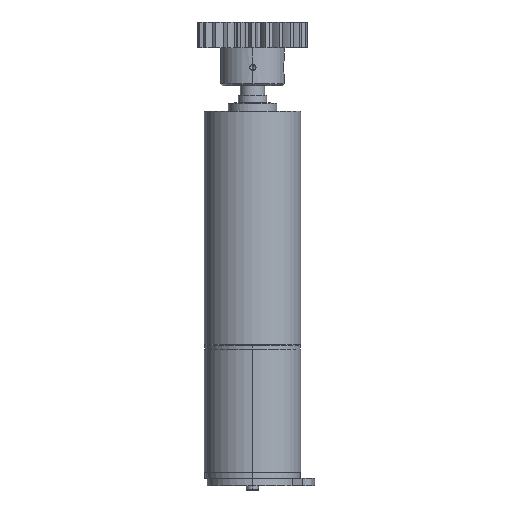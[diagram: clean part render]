
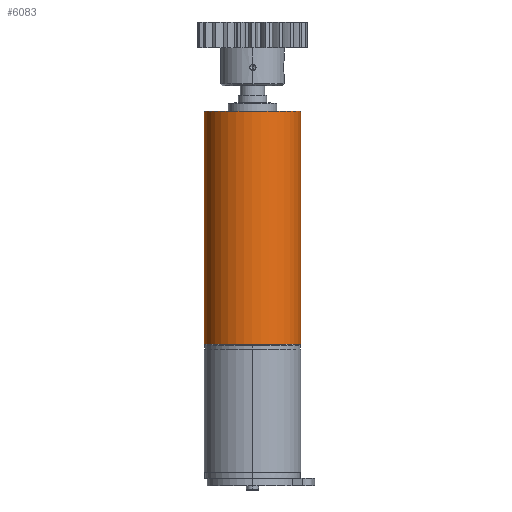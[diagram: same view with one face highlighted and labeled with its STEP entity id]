
A CAD part, left-side view. The second image highlights one B-rep face of the part: STEP entity #6083.
In plain terms, the highlighted cylindrical face has radius 6 mm (diameter 12 mm), a partial arc.
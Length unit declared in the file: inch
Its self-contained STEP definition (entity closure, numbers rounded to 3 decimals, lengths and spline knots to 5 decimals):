
#53 = DIRECTION ( 'NONE',  ( 0., 0., 1. ) ) ;
#74 = CARTESIAN_POINT ( 'NONE',  ( 0., 0., -0.5689 ) ) ;
#651 = EDGE_LOOP ( 'NONE', ( #3581, #3511, #7208, #4454 ) ) ;
#886 = LINE ( 'NONE', #7420, #2261 ) ;
#1170 = CARTESIAN_POINT ( 'NONE',  ( 0., 0., 0. ) ) ;
#1411 = CARTESIAN_POINT ( 'NONE',  ( 0., 0.23622, 0. ) ) ;
#1559 = DIRECTION ( 'NONE',  ( 0., 0., 1. ) ) ;
#1579 = DIRECTION ( 'NONE',  ( 0., 0., 1. ) ) ;
#1649 = LINE ( 'NONE', #6405, #5428 ) ;
#2141 = VERTEX_POINT ( 'NONE', #6221 ) ;
#2261 = VECTOR ( 'NONE', #3910, 39.37008 ) ;
#2357 = VERTEX_POINT ( 'NONE', #3476 ) ;
#2438 = EDGE_CURVE ( 'NONE', #2357, #7291, #1649, .T. ) ;
#2715 = CARTESIAN_POINT ( 'NONE',  ( 0., -0.23622, 0. ) ) ;
#3268 = EDGE_CURVE ( 'NONE', #2357, #2141, #3539, .T. ) ;
#3274 = VERTEX_POINT ( 'NONE', #2715 ) ;
#3405 = EDGE_CURVE ( 'NONE', #7291, #3274, #6792, .T. ) ;
#3476 = CARTESIAN_POINT ( 'NONE',  ( 0., 0.23622, -1.1378 ) ) ;
#3511 = ORIENTED_EDGE ( 'NONE', *, *, #3268, .T. ) ;
#3539 = CIRCLE ( 'NONE', #5916, 0.23622 ) ;
#3581 = ORIENTED_EDGE ( 'NONE', *, *, #2438, .F. ) ;
#3594 = FACE_OUTER_BOUND ( 'NONE', #651, .T. ) ;
#3910 = DIRECTION ( 'NONE',  ( 0., 0., 1. ) ) ;
#4140 = DIRECTION ( 'NONE',  ( 0., -1., 0. ) ) ;
#4454 = ORIENTED_EDGE ( 'NONE', *, *, #3405, .F. ) ;
#4633 = DIRECTION ( 'NONE',  ( 0., -1., 0. ) ) ;
#4773 = DIRECTION ( 'NONE',  ( 0., 0., 1. ) ) ;
#4871 = EDGE_CURVE ( 'NONE', #2141, #3274, #886, .T. ) ;
#5400 = CYLINDRICAL_SURFACE ( 'NONE', #6486, 0.23622 ) ;
#5428 = VECTOR ( 'NONE', #1579, 39.37008 ) ;
#5916 = AXIS2_PLACEMENT_3D ( 'NONE', #6897, #1559, #4633 ) ;
#5921 = DIRECTION ( 'NONE',  ( 0., -1., 0. ) ) ;
#6083 = ADVANCED_FACE ( 'NONE', ( #3594 ), #5400, .T. ) ;
#6221 = CARTESIAN_POINT ( 'NONE',  ( 0., -0.23622, -1.1378 ) ) ;
#6405 = CARTESIAN_POINT ( 'NONE',  ( 0., 0.23622, -0.5689 ) ) ;
#6486 = AXIS2_PLACEMENT_3D ( 'NONE', #74, #4773, #4140 ) ;
#6661 = AXIS2_PLACEMENT_3D ( 'NONE', #1170, #53, #5921 ) ;
#6792 = CIRCLE ( 'NONE', #6661, 0.23622 ) ;
#6897 = CARTESIAN_POINT ( 'NONE',  ( 0., 0., -1.1378 ) ) ;
#7208 = ORIENTED_EDGE ( 'NONE', *, *, #4871, .T. ) ;
#7291 = VERTEX_POINT ( 'NONE', #1411 ) ;
#7420 = CARTESIAN_POINT ( 'NONE',  ( 0., -0.23622, -0.5689 ) ) ;
